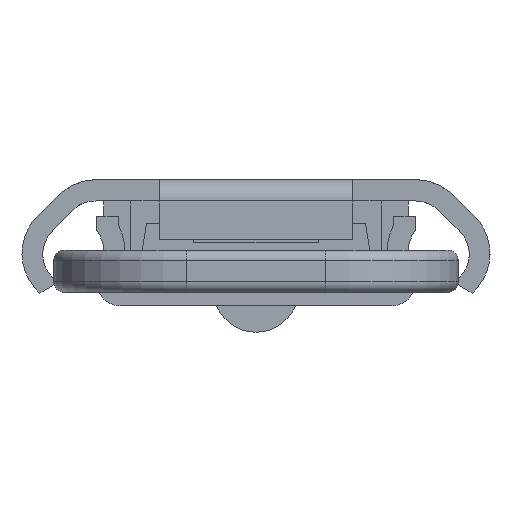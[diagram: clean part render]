
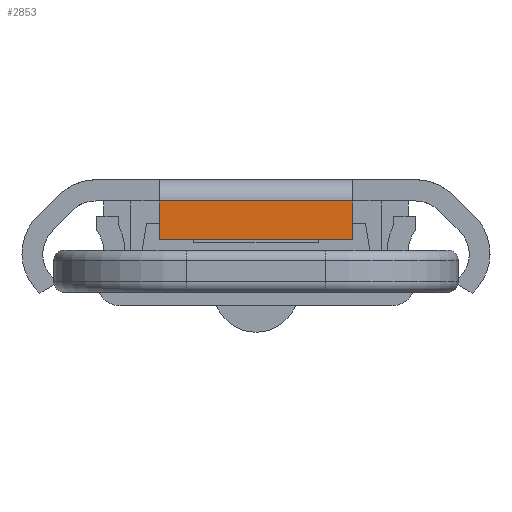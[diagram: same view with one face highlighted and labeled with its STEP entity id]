
A CAD part, left-side view. The second image highlights one B-rep face of the part: STEP entity #2853.
In plain terms, the highlighted face is planar.
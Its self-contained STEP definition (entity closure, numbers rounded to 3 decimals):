
#1684 = VERTEX_POINT ( 'NONE', #5588 ) ;
#1696 = EDGE_CURVE ( 'NONE', #1684, #2508, #5637, .T. ) ;
#2437 = VERTEX_POINT ( 'NONE', #6846 ) ;
#2508 = VERTEX_POINT ( 'NONE', #6970 ) ;
#2779 = EDGE_LOOP ( 'NONE', ( #2780, #2783, #2785, #9016 ) ) ;
#2780 = ORIENTED_EDGE ( 'NONE', *, *, #2781, .T. ) ;
#2781 = EDGE_CURVE ( 'NONE', #2782, #2437, #7462, .T. ) ;
#2782 = VERTEX_POINT ( 'NONE', #7522 ) ;
#2783 = ORIENTED_EDGE ( 'NONE', *, *, #2784, .T. ) ;
#2784 = EDGE_CURVE ( 'NONE', #2437, #2508, #7521, .T. ) ;
#2785 = ORIENTED_EDGE ( 'NONE', *, *, #1696, .F. ) ;
#2853 = ADVANCED_FACE ( 'NONE', ( #7532 ), #7531, .F. ) ;
#5588 = CARTESIAN_POINT ( 'NONE',  ( 4.5, 7.3, -200.4 ) ) ;
#5634 = DIRECTION ( 'NONE',  ( -1., 0., 0. ) ) ;
#5635 = VECTOR ( 'NONE', #5634, 1000. ) ;
#5636 = CARTESIAN_POINT ( 'NONE',  ( 4.5, 7.3, -200.4 ) ) ;
#5637 = LINE ( 'NONE', #5636, #5635 ) ;
#6846 = CARTESIAN_POINT ( 'NONE',  ( 1.6, -7.3, -200.4 ) ) ;
#6970 = CARTESIAN_POINT ( 'NONE',  ( 1.6, 7.3, -200.4 ) ) ;
#7462 = LINE ( 'NONE', #7525, #7524 ) ;
#7518 = DIRECTION ( 'NONE',  ( 0., 1., 0. ) ) ;
#7519 = VECTOR ( 'NONE', #7518, 1000. ) ;
#7520 = CARTESIAN_POINT ( 'NONE',  ( 1.6, 7.3, -200.4 ) ) ;
#7521 = LINE ( 'NONE', #7520, #7519 ) ;
#7522 = CARTESIAN_POINT ( 'NONE',  ( 4.5, -7.3, -200.4 ) ) ;
#7523 = DIRECTION ( 'NONE',  ( -1., 0., 0. ) ) ;
#7524 = VECTOR ( 'NONE', #7523, 1000. ) ;
#7525 = CARTESIAN_POINT ( 'NONE',  ( 4.5, -7.3, -200.4 ) ) ;
#7527 = DIRECTION ( 'NONE',  ( 1., 0., 0. ) ) ;
#7528 = DIRECTION ( 'NONE',  ( 0., 0., 1. ) ) ;
#7529 = CARTESIAN_POINT ( 'NONE',  ( 0., 7.3, -200.4 ) ) ;
#7530 = AXIS2_PLACEMENT_3D ( 'NONE', #7529, #7528, #7527 ) ;
#7531 = PLANE ( 'NONE',  #7530 ) ;
#7532 = FACE_OUTER_BOUND ( 'NONE', #2779, .T. ) ;
#7751 = DIRECTION ( 'NONE',  ( 0., 1., 0. ) ) ;
#7752 = VECTOR ( 'NONE', #7751, 1000. ) ;
#7753 = CARTESIAN_POINT ( 'NONE',  ( 4.5, 7.3, -200.4 ) ) ;
#7754 = LINE ( 'NONE', #7753, #7752 ) ;
#9013 = EDGE_CURVE ( 'NONE', #2782, #1684, #7754, .T. ) ;
#9016 = ORIENTED_EDGE ( 'NONE', *, *, #9013, .F. ) ;
